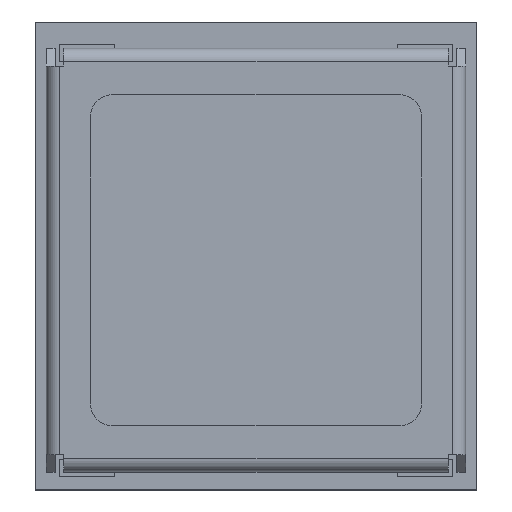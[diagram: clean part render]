
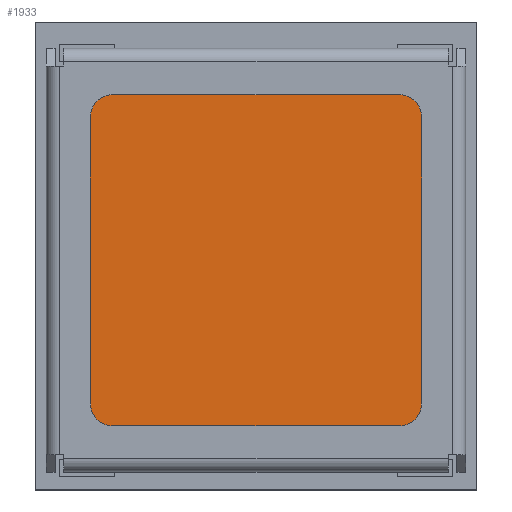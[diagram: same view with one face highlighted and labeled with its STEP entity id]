
A CAD part, top view. The second image highlights one B-rep face of the part: STEP entity #1933.
In plain terms, the highlighted planar face has unit normal (0, 0, 1).
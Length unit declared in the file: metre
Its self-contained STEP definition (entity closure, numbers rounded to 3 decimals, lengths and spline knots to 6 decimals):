
#1933=ADVANCED_FACE('',(#3175),#3176,.T.);
#3175=FACE_OUTER_BOUND('',#4265,.T.);
#3176=PLANE('',#4266);
#4265=EDGE_LOOP('',(#5317,#5318,#5319,#5320,#5321,#5322,#5323,#5324));
#4266=AXIS2_PLACEMENT_3D('',#5325,#5326,#5327);
#5317=ORIENTED_EDGE('',*,*,#7567,.T.);
#5318=ORIENTED_EDGE('',*,*,#7568,.T.);
#5319=ORIENTED_EDGE('',*,*,#7569,.T.);
#5320=ORIENTED_EDGE('',*,*,#7570,.T.);
#5321=ORIENTED_EDGE('',*,*,#7571,.T.);
#5322=ORIENTED_EDGE('',*,*,#7572,.T.);
#5323=ORIENTED_EDGE('',*,*,#7554,.T.);
#5324=ORIENTED_EDGE('',*,*,#7573,.T.);
#5325=CARTESIAN_POINT('',(-0.00658,-0.00244,-0.000664));
#5326=DIRECTION('',(0.,0.,1.));
#5327=DIRECTION('',(1.,0.,0.));
#7554=EDGE_CURVE('',#8583,#8581,#8584,.T.);
#7567=EDGE_CURVE('',#8605,#8606,#8607,.T.);
#7568=EDGE_CURVE('',#8606,#8608,#8609,.T.);
#7569=EDGE_CURVE('',#8608,#8610,#8611,.T.);
#7570=EDGE_CURVE('',#8610,#8612,#8613,.T.);
#7571=EDGE_CURVE('',#8612,#8614,#8615,.T.);
#7572=EDGE_CURVE('',#8614,#8583,#8616,.T.);
#7573=EDGE_CURVE('',#8581,#8605,#8617,.T.);
#8581=VERTEX_POINT('',#10002);
#8583=VERTEX_POINT('',#10005);
#8584=LINE('',#10006,#10007);
#8605=VERTEX_POINT('',#10037);
#8606=VERTEX_POINT('',#10038);
#8607=LINE('',#10039,#10040);
#8608=VERTEX_POINT('',#10041);
#8609=CIRCLE('',#10042,0.0005);
#8610=VERTEX_POINT('',#10043);
#8611=LINE('',#10044,#10045);
#8612=VERTEX_POINT('',#10046);
#8613=CIRCLE('',#10047,0.0005);
#8614=VERTEX_POINT('',#10048);
#8615=LINE('',#10049,#10050);
#8616=CIRCLE('',#10051,0.0005);
#8617=CIRCLE('',#10052,0.0005);
#10002=CARTESIAN_POINT('',(0.00092,0.00456,-0.000664));
#10005=CARTESIAN_POINT('',(0.00092,-0.00194,-0.000664));
#10006=CARTESIAN_POINT('',(0.00092,-0.00244,-0.000664));
#10007=VECTOR('',#11561,1.);
#10037=CARTESIAN_POINT('',(0.00042,0.00506,-0.000664));
#10038=CARTESIAN_POINT('',(-0.00608,0.00506,-0.000664));
#10039=CARTESIAN_POINT('',(0.00092,0.00506,-0.000664));
#10040=VECTOR('',#11571,1.);
#10041=CARTESIAN_POINT('',(-0.00658,0.00456,-0.000664));
#10042=AXIS2_PLACEMENT_3D('',#11572,#11573,#11574);
#10043=CARTESIAN_POINT('',(-0.00658,-0.00194,-0.000664));
#10044=CARTESIAN_POINT('',(-0.00658,0.00506,-0.000664));
#10045=VECTOR('',#11575,1.);
#10046=CARTESIAN_POINT('',(-0.00608,-0.00244,-0.000664));
#10047=AXIS2_PLACEMENT_3D('',#11576,#11577,#11578);
#10048=CARTESIAN_POINT('',(0.00042,-0.00244,-0.000664));
#10049=CARTESIAN_POINT('',(-0.00658,-0.00244,-0.000664));
#10050=VECTOR('',#11579,1.);
#10051=AXIS2_PLACEMENT_3D('',#11580,#11581,#11582);
#10052=AXIS2_PLACEMENT_3D('',#11583,#11584,#11585);
#11561=DIRECTION('',(0.,1.,0.));
#11571=DIRECTION('',(-1.,0.,0.));
#11572=CARTESIAN_POINT('',(-0.00608,0.00456,-0.000664));
#11573=DIRECTION('',(0.,0.,1.));
#11574=DIRECTION('',(1.,0.,0.));
#11575=DIRECTION('',(0.,-1.,0.));
#11576=CARTESIAN_POINT('',(-0.00608,-0.00194,-0.000664));
#11577=DIRECTION('',(0.,0.,1.));
#11578=DIRECTION('',(1.,0.,0.));
#11579=DIRECTION('',(1.,0.,0.));
#11580=CARTESIAN_POINT('',(0.00042,-0.00194,-0.000664));
#11581=DIRECTION('',(0.,0.,1.));
#11582=DIRECTION('',(1.,0.,0.));
#11583=CARTESIAN_POINT('',(0.00042,0.00456,-0.000664));
#11584=DIRECTION('',(0.,0.,1.));
#11585=DIRECTION('',(1.,0.,0.));
